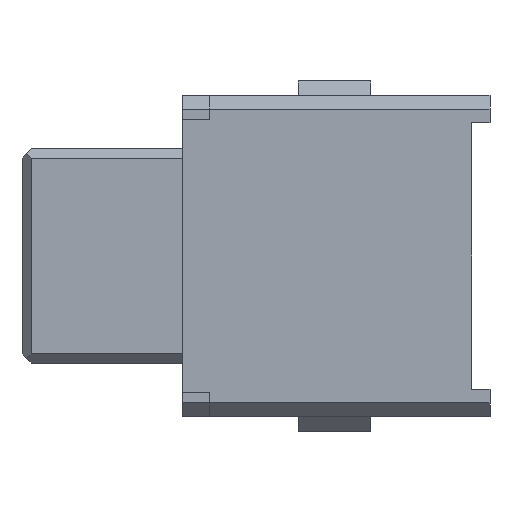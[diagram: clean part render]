
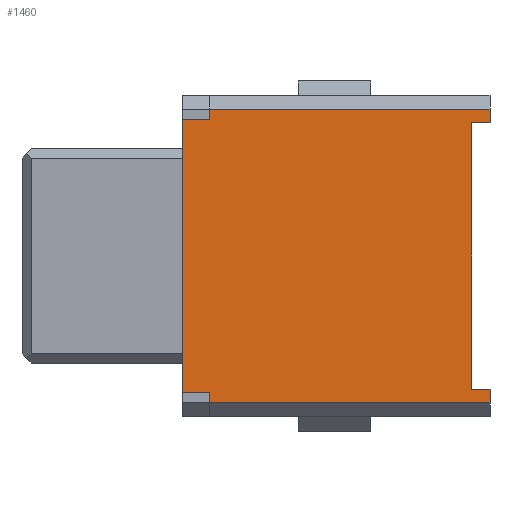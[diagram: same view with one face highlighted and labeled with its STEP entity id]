
A CAD part, left-side view. The second image highlights one B-rep face of the part: STEP entity #1460.
In plain terms, the highlighted planar face has unit normal (-1, 0, 0).
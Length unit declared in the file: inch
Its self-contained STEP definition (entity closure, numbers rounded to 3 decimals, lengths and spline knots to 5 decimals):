
#70=FACE_OUTER_BOUND($,#147,.T.);
#147=EDGE_LOOP($,(#1147,#1148,#1149,#1150,#1151,#1152,#1153,#1154,#1155,
#1156,#1157,#1158));
#220=LINE($,#2024,#423);
#284=LINE($,#2156,#487);
#289=LINE($,#2165,#492);
#291=LINE($,#2169,#494);
#302=LINE($,#2190,#505);
#303=LINE($,#2193,#506);
#306=LINE($,#2199,#509);
#307=LINE($,#2201,#510);
#308=LINE($,#2203,#511);
#309=LINE($,#2205,#512);
#310=LINE($,#2207,#513);
#311=LINE($,#2208,#514);
#423=VECTOR($,#1642,0.3);
#487=VECTOR($,#1756,0.012);
#492=VECTOR($,#1763,0.03);
#494=VECTOR($,#1767,0.03);
#505=VECTOR($,#1788,0.012);
#506=VECTOR($,#1791,0.309);
#509=VECTOR($,#1796,0.309);
#510=VECTOR($,#1797,0.015);
#511=VECTOR($,#1798,0.02);
#512=VECTOR($,#1799,0.294);
#513=VECTOR($,#1800,0.02);
#514=VECTOR($,#1801,0.015);
#620=VERTEX_POINT($,#2022);
#621=VERTEX_POINT($,#2023);
#662=VERTEX_POINT($,#2152);
#664=VERTEX_POINT($,#2155);
#668=VERTEX_POINT($,#2168);
#673=VERTEX_POINT($,#2187);
#674=VERTEX_POINT($,#2192);
#676=VERTEX_POINT($,#2198);
#677=VERTEX_POINT($,#2200);
#678=VERTEX_POINT($,#2202);
#679=VERTEX_POINT($,#2204);
#680=VERTEX_POINT($,#2206);
#764=EDGE_CURVE($,#620,#621,#220,.T.);
#828=EDGE_CURVE($,#664,#662,#284,.T.);
#833=EDGE_CURVE($,#620,#664,#289,.T.);
#835=EDGE_CURVE($,#668,#621,#291,.T.);
#846=EDGE_CURVE($,#673,#668,#302,.T.);
#847=EDGE_CURVE($,#673,#674,#303,.T.);
#850=EDGE_CURVE($,#662,#676,#306,.T.);
#851=EDGE_CURVE($,#676,#677,#307,.T.);
#852=EDGE_CURVE($,#677,#678,#308,.T.);
#853=EDGE_CURVE($,#678,#679,#309,.T.);
#854=EDGE_CURVE($,#679,#680,#310,.T.);
#855=EDGE_CURVE($,#680,#674,#311,.T.);
#1147=ORIENTED_EDGE($,*,*,#846,.T.);
#1148=ORIENTED_EDGE($,*,*,#835,.T.);
#1149=ORIENTED_EDGE($,*,*,#764,.F.);
#1150=ORIENTED_EDGE($,*,*,#833,.T.);
#1151=ORIENTED_EDGE($,*,*,#828,.T.);
#1152=ORIENTED_EDGE($,*,*,#850,.T.);
#1153=ORIENTED_EDGE($,*,*,#851,.T.);
#1154=ORIENTED_EDGE($,*,*,#852,.T.);
#1155=ORIENTED_EDGE($,*,*,#853,.T.);
#1156=ORIENTED_EDGE($,*,*,#854,.T.);
#1157=ORIENTED_EDGE($,*,*,#855,.T.);
#1158=ORIENTED_EDGE($,*,*,#847,.F.);
#1383=PLANE($,#1542);
#1460=ADVANCED_FACE($,(#70),#1383,.T.);
#1542=AXIS2_PLACEMENT_3D($,#2197,#1794,#1795);
#1642=DIRECTION($,(0.,0.,1.));
#1756=DIRECTION($,(0.,0.,-1.));
#1763=DIRECTION($,(0.,-1.,0.));
#1767=DIRECTION($,(0.,1.,0.));
#1788=DIRECTION($,(0.,0.,-1.));
#1791=DIRECTION($,(0.,-1.,0.));
#1794=DIRECTION('center_axis',(-1.,0.,0.));
#1795=DIRECTION('ref_axis',(0.,0.,1.));
#1796=DIRECTION($,(0.,-1.,0.));
#1797=DIRECTION($,(0.,0.,1.));
#1798=DIRECTION($,(0.,1.,0.));
#1799=DIRECTION($,(0.,0.,1.));
#1800=DIRECTION($,(0.,-1.,0.));
#1801=DIRECTION($,(0.,0.,1.));
#2022=CARTESIAN_POINT('',(-0.1,0.,-0.15));
#2023=CARTESIAN_POINT('',(-0.1,0.,0.15));
#2024=CARTESIAN_POINT($,(-0.1,0.,-0.162));
#2152=CARTESIAN_POINT('',(-0.1,-0.03,-0.162));
#2155=CARTESIAN_POINT('',(-0.1,-0.03,-0.15));
#2156=CARTESIAN_POINT($,(-0.1,-0.03,-0.081));
#2165=CARTESIAN_POINT($,(-0.1,0.,-0.15));
#2168=CARTESIAN_POINT('',(-0.1,-0.03,0.15));
#2169=CARTESIAN_POINT($,(-0.1,0.,0.15));
#2187=CARTESIAN_POINT('',(-0.1,-0.03,0.162));
#2190=CARTESIAN_POINT($,(-0.1,-0.03,-0.081));
#2192=CARTESIAN_POINT('',(-0.1,-0.339,0.162));
#2193=CARTESIAN_POINT($,(-0.1,0.,0.162));
#2197=CARTESIAN_POINT('Origin',(-0.1,0.,-0.162));
#2198=CARTESIAN_POINT('',(-0.1,-0.339,-0.162));
#2199=CARTESIAN_POINT($,(-0.1,0.,-0.162));
#2200=CARTESIAN_POINT('',(-0.1,-0.339,-0.147));
#2201=CARTESIAN_POINT($,(-0.1,-0.339,-0.162));
#2202=CARTESIAN_POINT('',(-0.1,-0.319,-0.147));
#2203=CARTESIAN_POINT($,(-0.1,-0.1695,-0.147));
#2204=CARTESIAN_POINT('',(-0.1,-0.319,0.147));
#2205=CARTESIAN_POINT($,(-0.1,-0.319,-0.081));
#2206=CARTESIAN_POINT('',(-0.1,-0.339,0.147));
#2207=CARTESIAN_POINT($,(-0.1,-0.1695,0.147));
#2208=CARTESIAN_POINT($,(-0.1,-0.339,-0.162));
